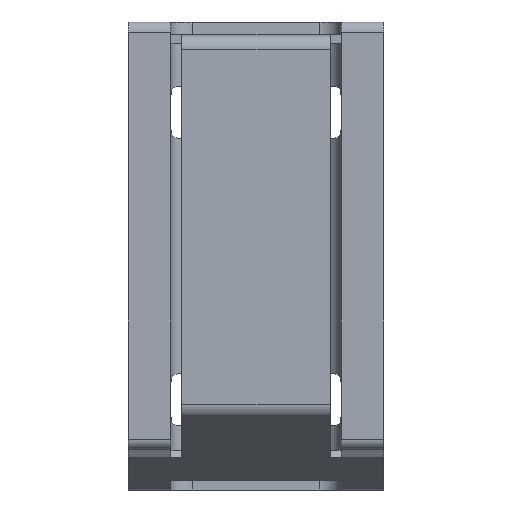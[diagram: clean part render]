
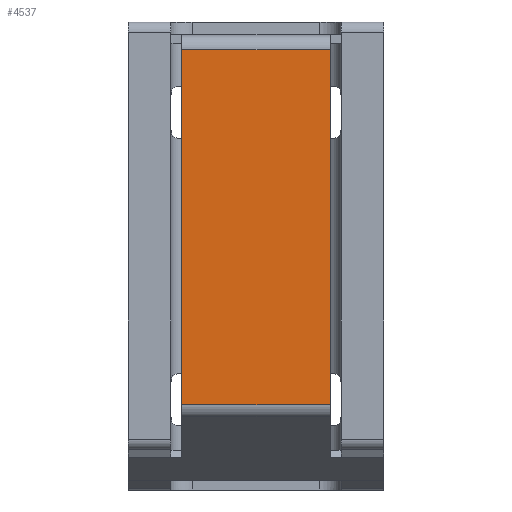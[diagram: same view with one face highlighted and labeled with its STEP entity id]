
A CAD part, front view. The second image highlights one B-rep face of the part: STEP entity #4537.
In plain terms, the highlighted planar face has unit normal (0, -1, 0).
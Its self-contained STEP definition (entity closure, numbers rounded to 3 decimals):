
#479 = VECTOR ( 'NONE', #5676, 1000. ) ;
#499 = CARTESIAN_POINT ( 'NONE',  ( -3.5, -24.181, 4.014 ) ) ;
#511 = DIRECTION ( 'NONE',  ( 0., -1., 0. ) ) ;
#604 = VERTEX_POINT ( 'NONE', #4781 ) ;
#799 = DIRECTION ( 'NONE',  ( -1., 0., 0. ) ) ;
#956 = PLANE ( 'NONE',  #2687 ) ;
#997 = DIRECTION ( 'NONE',  ( 0., 0., -1. ) ) ;
#1109 = CARTESIAN_POINT ( 'NONE',  ( 3.5, -24.181, 4.014 ) ) ;
#1167 = CARTESIAN_POINT ( 'NONE',  ( -3.5, -24.181, 20.7 ) ) ;
#1368 = ORIENTED_EDGE ( 'NONE', *, *, #2846, .T. ) ;
#1502 = LINE ( 'NONE', #5750, #6054 ) ;
#2140 = ORIENTED_EDGE ( 'NONE', *, *, #4572, .T. ) ;
#2247 = EDGE_CURVE ( 'NONE', #4439, #4122, #5024, .T. ) ;
#2439 = VECTOR ( 'NONE', #799, 1000. ) ;
#2687 = AXIS2_PLACEMENT_3D ( 'NONE', #5185, #511, #997 ) ;
#2846 = EDGE_CURVE ( 'NONE', #5494, #4122, #5934, .T. ) ;
#3219 = ORIENTED_EDGE ( 'NONE', *, *, #2247, .F. ) ;
#3420 = VECTOR ( 'NONE', #4102, 1000. ) ;
#3917 = DIRECTION ( 'NONE',  ( 0., 0., 1. ) ) ;
#4075 = CARTESIAN_POINT ( 'NONE',  ( -3.5, -24.181, 4.014 ) ) ;
#4102 = DIRECTION ( 'NONE',  ( -1., 0., 0. ) ) ;
#4122 = VERTEX_POINT ( 'NONE', #1167 ) ;
#4334 = CARTESIAN_POINT ( 'NONE',  ( 3.5, -24.181, 20.7 ) ) ;
#4439 = VERTEX_POINT ( 'NONE', #499 ) ;
#4530 = CARTESIAN_POINT ( 'NONE',  ( 3.5, -24.181, 20.7 ) ) ;
#4537 = ADVANCED_FACE ( 'NONE', ( #5849 ), #956, .T. ) ;
#4572 = EDGE_CURVE ( 'NONE', #604, #5494, #1502, .T. ) ;
#4769 = EDGE_CURVE ( 'NONE', #604, #4439, #5699, .T. ) ;
#4781 = CARTESIAN_POINT ( 'NONE',  ( 3.5, -24.181, 4.014 ) ) ;
#4959 = ORIENTED_EDGE ( 'NONE', *, *, #4769, .F. ) ;
#5024 = LINE ( 'NONE', #4075, #479 ) ;
#5185 = CARTESIAN_POINT ( 'NONE',  ( 3.5, -24.181, 4.014 ) ) ;
#5494 = VERTEX_POINT ( 'NONE', #4334 ) ;
#5676 = DIRECTION ( 'NONE',  ( 0., 0., 1. ) ) ;
#5699 = LINE ( 'NONE', #1109, #2439 ) ;
#5750 = CARTESIAN_POINT ( 'NONE',  ( 3.5, -24.181, 4.014 ) ) ;
#5818 = EDGE_LOOP ( 'NONE', ( #3219, #4959, #2140, #1368 ) ) ;
#5849 = FACE_OUTER_BOUND ( 'NONE', #5818, .T. ) ;
#5934 = LINE ( 'NONE', #4530, #3420 ) ;
#6054 = VECTOR ( 'NONE', #3917, 1000. ) ;
